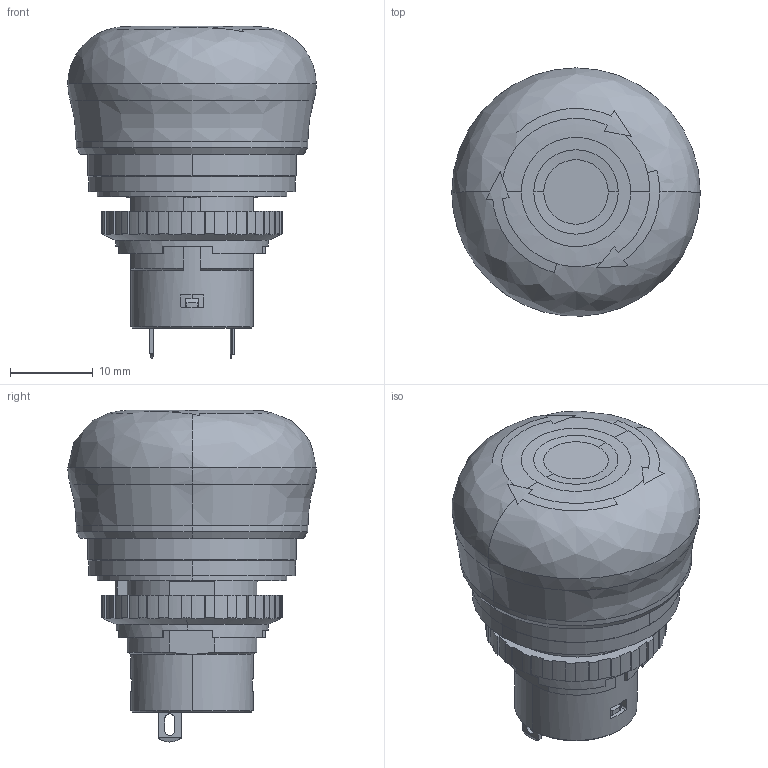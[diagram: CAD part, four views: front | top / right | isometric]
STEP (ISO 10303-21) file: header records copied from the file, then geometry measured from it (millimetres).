
FILE_DESCRIPTION (( 'STEP AP203' ), '1' );
FILE_NAME ('2-AB6E-3BV01PRM.STEP', '2021-03-10T00:55:48', ( '' ), ( '' ), 'SwSTEP 2.0', 'SolidWorks 2019', '' );
FILE_SCHEMA (( 'CONFIG_CONTROL_DESIGN' ));
Length unit declared in the file: millimetre
Products named in the file (4): A6-BODY-V-Y_1C_蹬怮椔; A6-HANDLE-BV-RM_蹬怮椔; XA-LOCK-NUT_蹬怮椔; 2-AB6E-3BV01PRM
Assembly tree (3 placements, depth 2):
  2-AB6E-3BV01PRM
    A6-BODY-V-Y_1C_蹬怮椔
    A6-HANDLE-BV-RM_蹬怮椔
    XA-LOCK-NUT_蹬怮椔
Bounding box: 30 x 29.99 x 40.1 mm (x, y, z)
Volume: 18992.4 mm3; surface area: 6232.8 mm2
Topology: 3 solids, 3 shells, 291 faces, 816 edges, 538 vertices
Faces by surface type: plane 133, cylinder 117, cone 22, bspline 19
Entity records: 11329 total; most frequent: CARTESIAN_POINT 3564, ORIENTED_EDGE 1628, DIRECTION 1488, EDGE_CURVE 814, AXIS2_PLACEMENT_3D 548, VERTEX_POINT 538, VECTOR 392, LINE 392
